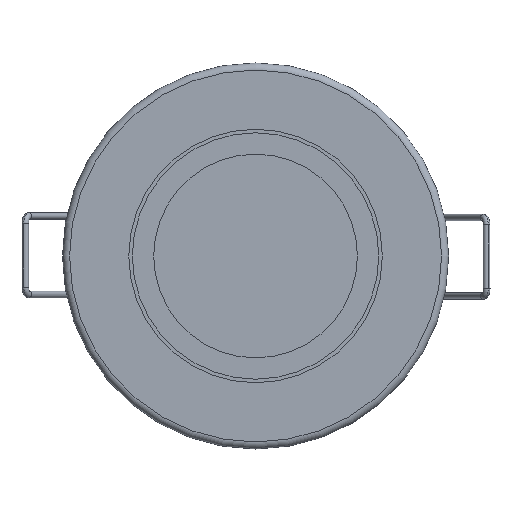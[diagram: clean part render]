
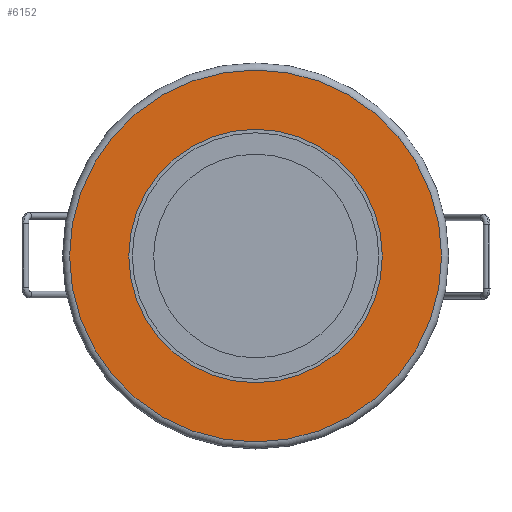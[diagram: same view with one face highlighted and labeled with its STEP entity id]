
A CAD part, front view. The second image highlights one B-rep face of the part: STEP entity #6152.
In plain terms, the highlighted face is planar.
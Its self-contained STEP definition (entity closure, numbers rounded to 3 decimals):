
#496 = CARTESIAN_POINT ( 'NONE',  ( 0., 0., -5. ) ) ;
#561 = DIRECTION ( 'NONE',  ( 0., 0., -1. ) ) ;
#1591 = VERTEX_POINT ( 'NONE', #2071 ) ;
#1644 = EDGE_LOOP ( 'NONE', ( #4181 ) ) ;
#2071 = CARTESIAN_POINT ( 'NONE',  ( 0., -26.75, -5. ) ) ;
#2087 = DIRECTION ( 'NONE',  ( 0., 0., 1. ) ) ;
#2204 = CIRCLE ( 'NONE', #5053, 39.25 ) ;
#2468 = EDGE_CURVE ( 'NONE', #5635, #5635, #2204, .T. ) ;
#2532 = DIRECTION ( 'NONE',  ( 0., 1., 0. ) ) ;
#2664 = AXIS2_PLACEMENT_3D ( 'NONE', #4162, #561, #4709 ) ;
#2672 = CARTESIAN_POINT ( 'NONE',  ( 0., 0., -5. ) ) ;
#3109 = PLANE ( 'NONE',  #6501 ) ;
#3648 = CARTESIAN_POINT ( 'NONE',  ( 0., 39.25, -5. ) ) ;
#4162 = CARTESIAN_POINT ( 'NONE',  ( 0., 0., -5. ) ) ;
#4181 = ORIENTED_EDGE ( 'NONE', *, *, #5539, .F. ) ;
#4244 = FACE_OUTER_BOUND ( 'NONE', #6381, .T. ) ;
#4709 = DIRECTION ( 'NONE',  ( 0., -1., 0. ) ) ;
#5053 = AXIS2_PLACEMENT_3D ( 'NONE', #496, #6626, #6682 ) ;
#5286 = ORIENTED_EDGE ( 'NONE', *, *, #2468, .T. ) ;
#5288 = CIRCLE ( 'NONE', #2664, 26.75 ) ;
#5539 = EDGE_CURVE ( 'NONE', #1591, #1591, #5288, .T. ) ;
#5635 = VERTEX_POINT ( 'NONE', #3648 ) ;
#6152 = ADVANCED_FACE ( 'NONE', ( #6719, #4244 ), #3109, .F. ) ;
#6381 = EDGE_LOOP ( 'NONE', ( #5286 ) ) ;
#6501 = AXIS2_PLACEMENT_3D ( 'NONE', #2672, #2087, #2532 ) ;
#6626 = DIRECTION ( 'NONE',  ( 0., 0., -1. ) ) ;
#6682 = DIRECTION ( 'NONE',  ( 0., 1., 0. ) ) ;
#6719 = FACE_BOUND ( 'NONE', #1644, .T. ) ;
